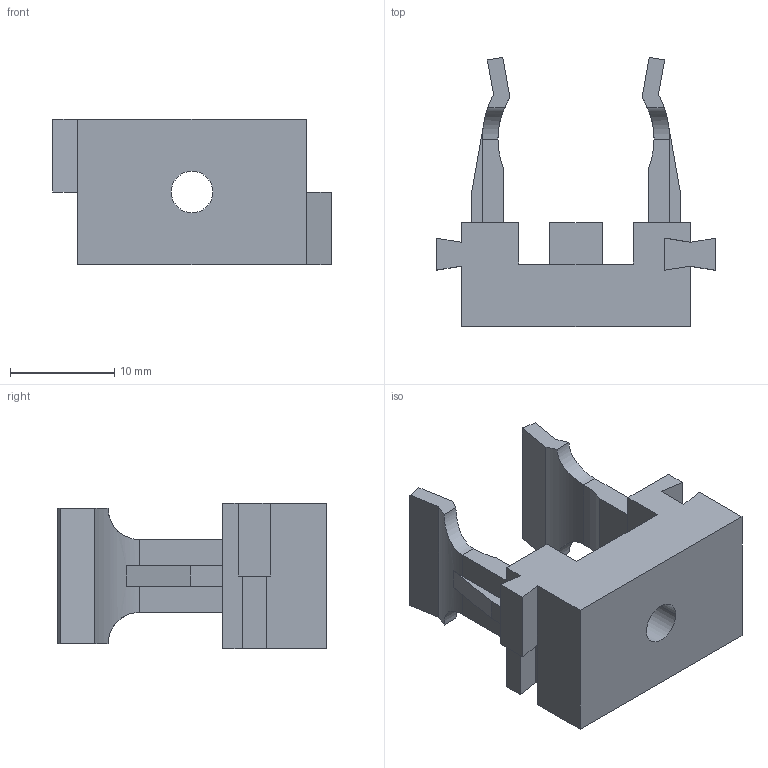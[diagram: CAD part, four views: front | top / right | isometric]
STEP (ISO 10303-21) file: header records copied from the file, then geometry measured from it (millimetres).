
FILE_DESCRIPTION (( 'STEP AP203' ), '1' );
FILE_NAME ('ET-TA20D-CFM-016-K41-100 ELASTA Äåðæàòåëü äëÿ ãëàä. òðóá ïîä ìîíò. ïèñòîë. CFM16 IEK.STEP', '2022-11-28T11:01:56', ( '' ), ( '' ), 'SwSTEP 2.0', 'SolidWorks 2022', '' );
FILE_SCHEMA (( 'CONFIG_CONTROL_DESIGN' ));
Length unit declared in the file: millimetre
Products named in the file (1): ET-TA20D-CFM-016-K41-100 ELASTA Держатель для глад. труб под монт. пистол. CFM16 IEK
Bounding box: 26.8 x 25.87 x 14 mm (x, y, z)
Volume: 2894.4 mm3; surface area: 2457.2 mm2
Topology: 1 solids, 3 shells, 81 faces, 209 edges, 136 vertices
Faces by surface type: plane 70, cylinder 11
Entity records: 2604 total; most frequent: CARTESIAN_POINT 547, ORIENTED_EDGE 418, DIRECTION 385, EDGE_CURVE 209, LINE 181, VECTOR 181, VERTEX_POINT 136, AXIS2_PLACEMENT_3D 102
